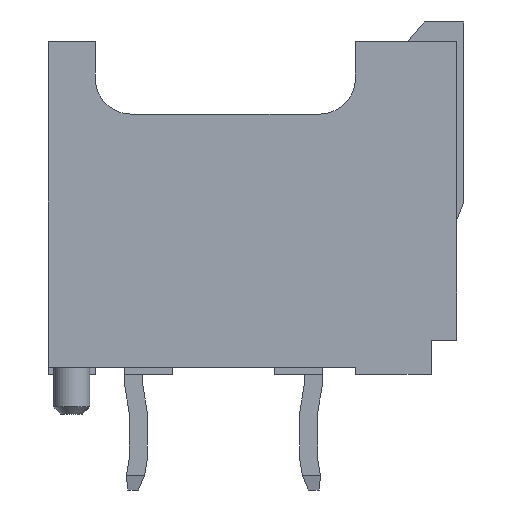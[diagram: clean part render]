
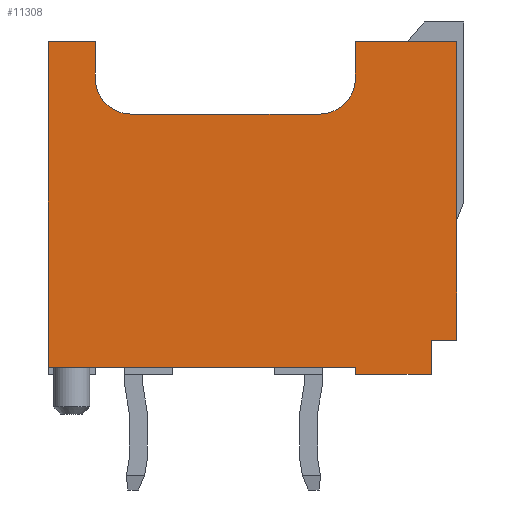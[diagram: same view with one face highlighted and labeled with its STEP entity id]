
A CAD part, left-side view. The second image highlights one B-rep face of the part: STEP entity #11308.
In plain terms, the highlighted face is planar.
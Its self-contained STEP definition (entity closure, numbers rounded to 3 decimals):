
#31=CIRCLE('',#11770,1.);
#32=CIRCLE('',#11771,1.);
#672=ORIENTED_EDGE('',*,*,#2770,.T.);
#673=ORIENTED_EDGE('',*,*,#2771,.T.);
#674=ORIENTED_EDGE('',*,*,#2435,.T.);
#675=ORIENTED_EDGE('',*,*,#2432,.F.);
#676=ORIENTED_EDGE('',*,*,#2772,.F.);
#677=ORIENTED_EDGE('',*,*,#2773,.F.);
#678=ORIENTED_EDGE('',*,*,#2774,.F.);
#679=ORIENTED_EDGE('',*,*,#2682,.F.);
#680=ORIENTED_EDGE('',*,*,#2775,.F.);
#681=ORIENTED_EDGE('',*,*,#2776,.F.);
#682=ORIENTED_EDGE('',*,*,#2777,.F.);
#683=ORIENTED_EDGE('',*,*,#2778,.F.);
#684=ORIENTED_EDGE('',*,*,#2779,.F.);
#685=ORIENTED_EDGE('',*,*,#2780,.F.);
#2432=EDGE_CURVE('',#3584,#3577,#4358,.T.);
#2435=EDGE_CURVE('',#3586,#3577,#4361,.T.);
#2682=EDGE_CURVE('',#3760,#3753,#4602,.T.);
#2770=EDGE_CURVE('',#3815,#3816,#4690,.T.);
#2771=EDGE_CURVE('',#3816,#3586,#4691,.T.);
#2772=EDGE_CURVE('',#3817,#3584,#4692,.T.);
#2773=EDGE_CURVE('',#3818,#3817,#4693,.T.);
#2774=EDGE_CURVE('',#3753,#3818,#4694,.T.);
#2775=EDGE_CURVE('',#3819,#3760,#4695,.T.);
#2776=EDGE_CURVE('',#3820,#3819,#31,.T.);
#2777=EDGE_CURVE('',#3821,#3820,#4696,.T.);
#2778=EDGE_CURVE('',#3822,#3821,#32,.T.);
#2779=EDGE_CURVE('',#3823,#3822,#4697,.T.);
#2780=EDGE_CURVE('',#3815,#3823,#4698,.T.);
#3577=VERTEX_POINT('',#14271);
#3584=VERTEX_POINT('',#14284);
#3586=VERTEX_POINT('',#14289);
#3753=VERTEX_POINT('',#14789);
#3760=VERTEX_POINT('',#14803);
#3815=VERTEX_POINT('',#14976);
#3816=VERTEX_POINT('',#14977);
#3817=VERTEX_POINT('',#14980);
#3818=VERTEX_POINT('',#14982);
#3819=VERTEX_POINT('',#14985);
#3820=VERTEX_POINT('',#14987);
#3821=VERTEX_POINT('',#14989);
#3822=VERTEX_POINT('',#14991);
#3823=VERTEX_POINT('',#14993);
#4358=LINE('',#14285,#5513);
#4361=LINE('',#14291,#5516);
#4602=LINE('',#14804,#5757);
#4690=LINE('',#14975,#5845);
#4691=LINE('',#14978,#5846);
#4692=LINE('',#14979,#5847);
#4693=LINE('',#14981,#5848);
#4694=LINE('',#14983,#5849);
#4695=LINE('',#14984,#5850);
#4696=LINE('',#14988,#5851);
#4697=LINE('',#14992,#5852);
#4698=LINE('',#14994,#5853);
#5513=VECTOR('',#12181,1000.);
#5516=VECTOR('',#12186,1000.);
#5757=VECTOR('',#12623,1000.);
#5845=VECTOR('',#12769,1000.);
#5846=VECTOR('',#12770,1000.);
#5847=VECTOR('',#12771,1000.);
#5848=VECTOR('',#12772,1000.);
#5849=VECTOR('',#12773,1000.);
#5850=VECTOR('',#12774,1000.);
#5851=VECTOR('',#12777,1000.);
#5852=VECTOR('',#12780,1000.);
#5853=VECTOR('',#12781,1000.);
#6749=EDGE_LOOP('',(#672,#673,#674,#675,#676,#677,#678,#679,#680,#681,#682,
#683,#684,#685));
#7239=FACE_BOUND('',#6749,.T.);
#7725=PLANE('',#11769);
#11308=ADVANCED_FACE('',(#7239),#7725,.T.);
#11769=AXIS2_PLACEMENT_3D('',#14974,#12767,#12768);
#11770=AXIS2_PLACEMENT_3D('',#14986,#12775,#12776);
#11771=AXIS2_PLACEMENT_3D('',#14990,#12778,#12779);
#12181=DIRECTION('',(0.,0.,-1.));
#12186=DIRECTION('',(0.,1.,0.));
#12623=DIRECTION('',(0.,0.,1.));
#12767=DIRECTION('',(1.,0.,0.));
#12768=DIRECTION('',(0.,0.,-1.));
#12769=DIRECTION('',(0.,1.,0.));
#12770=DIRECTION('',(0.,0.,1.));
#12771=DIRECTION('',(0.,1.,0.));
#12772=DIRECTION('',(0.,0.,-1.));
#12773=DIRECTION('',(0.,1.,0.));
#12774=DIRECTION('',(0.,-1.,0.));
#12775=DIRECTION('',(1.,0.,0.));
#12776=DIRECTION('',(0.,-1.,0.));
#12777=DIRECTION('',(0.,0.,1.));
#12778=DIRECTION('',(1.,0.,0.));
#12779=DIRECTION('',(0.,-1.,0.));
#12780=DIRECTION('',(0.,1.,0.));
#12781=DIRECTION('',(0.,0.,1.));
#14271=CARTESIAN_POINT('',(7.7,4.875,2.75));
#14284=CARTESIAN_POINT('',(7.7,4.875,4.85));
#14285=CARTESIAN_POINT('',(7.7,4.875,5.75));
#14289=CARTESIAN_POINT('',(7.7,4.675,2.75));
#14291=CARTESIAN_POINT('',(7.7,4.675,2.75));
#14789=CARTESIAN_POINT('',(7.7,-4.325,5.55));
#14803=CARTESIAN_POINT('',(7.7,-4.325,2.75));
#14804=CARTESIAN_POINT('',(7.7,-4.325,5.75));
#14974=CARTESIAN_POINT('',(7.7,-4.875,5.75));
#14975=CARTESIAN_POINT('',(7.7,-4.875,-5.75));
#14976=CARTESIAN_POINT('',(7.7,-4.325,-5.75));
#14977=CARTESIAN_POINT('',(7.7,4.675,-5.75));
#14978=CARTESIAN_POINT('',(7.7,4.675,-4.45));
#14979=CARTESIAN_POINT('',(7.7,3.925,4.85));
#14980=CARTESIAN_POINT('',(7.7,3.925,4.85));
#14981=CARTESIAN_POINT('',(7.7,3.925,5.55));
#14982=CARTESIAN_POINT('',(7.7,3.925,5.55));
#14983=CARTESIAN_POINT('',(7.7,0.625,5.55));
#14984=CARTESIAN_POINT('',(7.7,-3.325,2.75));
#14985=CARTESIAN_POINT('',(7.7,-3.325,2.75));
#14986=CARTESIAN_POINT('',(7.7,-3.325,1.75));
#14987=CARTESIAN_POINT('',(7.7,-2.325,1.75));
#14988=CARTESIAN_POINT('',(7.7,-2.325,-3.45));
#14989=CARTESIAN_POINT('',(7.7,-2.325,-3.45));
#14990=CARTESIAN_POINT('',(7.7,-3.325,-3.45));
#14991=CARTESIAN_POINT('',(7.7,-3.325,-4.45));
#14992=CARTESIAN_POINT('',(7.7,-4.325,-4.45));
#14993=CARTESIAN_POINT('',(7.7,-4.325,-4.45));
#14994=CARTESIAN_POINT('',(7.7,-4.325,-5.75));
